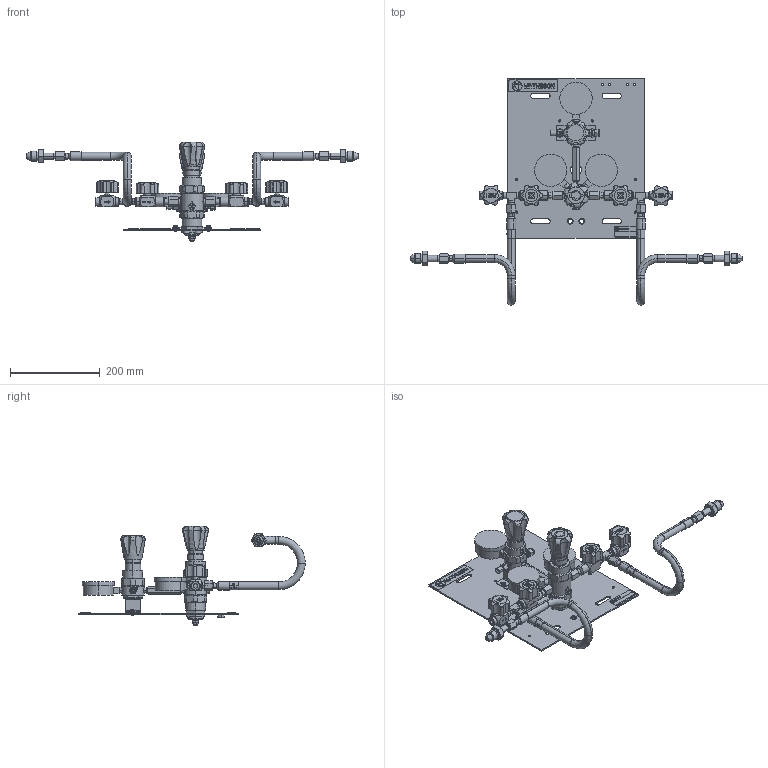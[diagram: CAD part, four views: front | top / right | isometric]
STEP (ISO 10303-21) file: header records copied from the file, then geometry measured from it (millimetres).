
FILE_DESCRIPTION((''),'2;1');
FILE_NAME('MNUM-0060-XX_ASM','2021-05-10T08:17:36',('DLachman'),('MATHESON TRI-GAS'),'CREO PARAMETRIC BY PTC INC, 2018260','CREO PARAMETRIC BY PTC INC, 2018260','');
FILE_SCHEMA(('CONFIG_CONTROL_DESIGN'));
Length unit declared in the file: inch
Products named in the file (41): MPLA-0193-UE; S-0624-1; MPLA-0193-UE_ASM; MREG-6501-BA; MNIP-0058-BO; MGAG-0034-BA; MPLU-0074-BO; MADP-0056-BO; MVLV-1482-BODY; MVLV-1482-HANDLE; MVLV-1482-HANDLE2; MVLV-1482-SA_1_ASM; MVLV-1482-BA_ASM; MREG-6003-SA-1; MREG-6003-SA-3; MREG-6003-SA-4; MREG-6003-SA-2_ASM; MREG-6003-SA-5; MREG-6002-BA_ASM; MBRA-0204-UE; MVLV-0719-BO; MGAG-0031-BA; MCON-0070-BO; MHSE-0203-END; MHSE-0203-FLEX001; MHSE-0203-FLEX_ASM; MHSE-0203-LABEL; MHSE-0203-SA_ASM; MHSE-0203-FLEX001_AF3; MHSE-0203-FLEX_AF3_ASM; MHSE-0203-SA_AF10_ASM; MCNN-0767-BA; MSCR-0130-SZ; MLBL-0056-QE; MLBL-0179-AL; MTEE-0048-SA; MVLV-0807-SA; MVLV-0807-SA-HANDLE; MVLV-0807-SA_ASM; MLBL-2215-XX ...
Assembly tree (55 placements, depth 4):
  MNUM-0060-XX_ASM
    MPLA-0193-UE_ASM
      MPLA-0193-UE
      S-0624-1  x2
    MREG-6501-BA
    MNIP-0058-BO
    MGAG-0034-BA  x2
    MPLU-0074-BO
    MADP-0056-BO  x2
    MVLV-1482-BA_ASM  x2
      MVLV-1482-SA_1_ASM
        MVLV-1482-BODY
        MVLV-1482-HANDLE
        MVLV-1482-HANDLE2
    MREG-6002-BA_ASM
      MREG-6003-SA-1
      MREG-6003-SA-2_ASM
        MREG-6003-SA-3
        MREG-6003-SA-4
      MREG-6003-SA-5
    MBRA-0204-UE
    MVLV-0719-BO
    MGAG-0031-BA
    MCON-0070-BO
    MHSE-0203-SA_ASM
      MHSE-0203-END  x2
      MHSE-0203-FLEX_ASM
        MHSE-0203-FLEX001
      MHSE-0203-LABEL
    MHSE-0203-SA_AF10_ASM
      MHSE-0203-END  x2
      MHSE-0203-FLEX_AF3_ASM
        MHSE-0203-FLEX001_AF3
      MHSE-0203-LABEL
    MCNN-0767-BA  x2
    MSCR-0130-SZ  x4
    MLBL-0056-QE
    MLBL-0179-AL
    MTEE-0048-SA  x2
    MVLV-0807-SA_ASM  x2
      MVLV-0807-SA
      MVLV-0807-SA-HANDLE
    MLBL-2215-XX  x2
Bounding box: 740 x 504.96 x 222.61 mm (x, y, z)
Volume: 1543061.7 mm3; surface area: 651448 mm2
Topology: 51 solids, 64 shells, 3194 faces, 8051 edges, 5123 vertices
Faces by surface type: plane 1482, cylinder 762, cone 619, torus 166, bspline 140, extrusion 24, sphere 1
Entity records: 95033 total; most frequent: CARTESIAN_POINT 33096, ORIENTED_EDGE 12818, DIRECTION 12594, EDGE_CURVE 6433, AXIS2_PLACEMENT_3D 4606, VERTEX_POINT 4110, VECTOR 3382, LINE 3367
